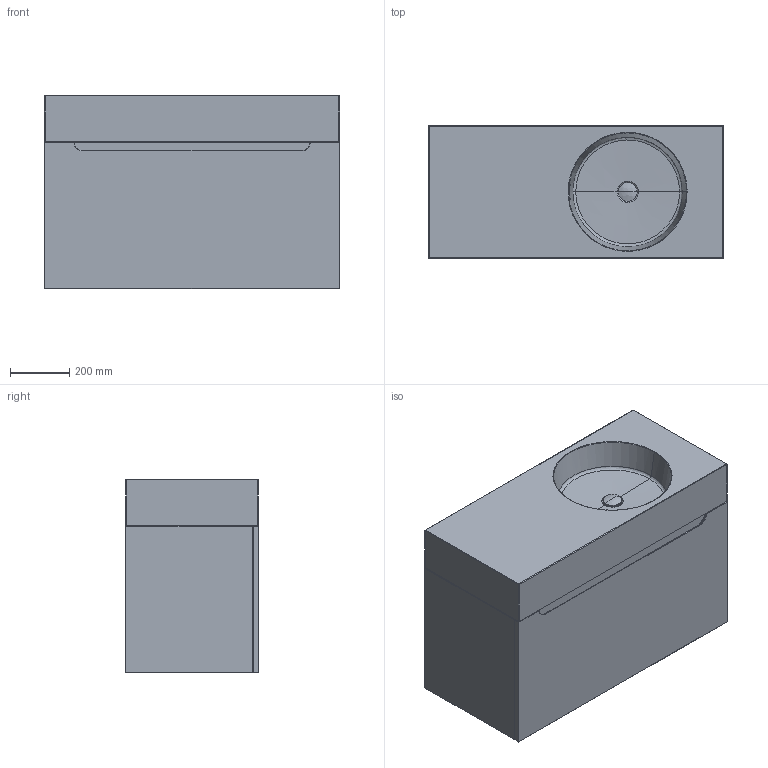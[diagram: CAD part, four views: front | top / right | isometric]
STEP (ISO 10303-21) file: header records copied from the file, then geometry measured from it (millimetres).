
FILE_DESCRIPTION(/* description */ (''),/* implementation_level */ '2;1');
FILE_NAME(/* name */ 'STEP - NEV2-1000KITALL_2356825_RHB',/* time_stamp */ '2025-01-28T10:13:29+11:00',/* author */ (''),/* organization */ (''),/* preprocessor_version */ 'ST-DEVELOPER v16.5',/* originating_system */ 'Rhino 7.37',/* authorisation */ '');
FILE_SCHEMA (('AUTOMOTIVE_DESIGN'));
Length unit declared in the file: millimetre
Products named in the file (17): Document; NEO_1000_CABINET_ASM18; NEO_1000_CARCASS5; NEO_1000_BOTTOM_DRAWER1; NEO_1000_TOP_DRAWER6; NEO_BRACKET3; NEO_1000_SPACER4; NEO_SGL_1000_OS_03_M14; DIVIDER_B2; WASTE_NO_OFLOW_ASM_ASM1617; OMVIVO_WASTE_NO_OFLOW7; 32-40_ADAPTER_LOCKNUT_STEEL89; Block 09; WASTE_TOP_WASHER1011; LOCKNUT_WASHER12; PLUG13; TRAP15
Assembly tree (19 placements, depth 5):
  Document
    NEO_1000_CABINET_ASM18
      NEO_1000_CARCASS5
      NEO_1000_BOTTOM_DRAWER1
      NEO_1000_TOP_DRAWER6
      NEO_BRACKET3  x4
      NEO_1000_SPACER4
      NEO_SGL_1000_OS_03_M14
      DIVIDER_B2
      WASTE_NO_OFLOW_ASM_ASM1617
        OMVIVO_WASTE_NO_OFLOW7
        32-40_ADAPTER_LOCKNUT_STEEL89
          Block 09
        WASTE_TOP_WASHER1011
        LOCKNUT_WASHER12
        PLUG13
      TRAP15
Bounding box: 1000 x 450 x 655 mm (x, y, z)
Volume: 47731863.4 mm3; surface area: 8732544.4 mm2
Topology: 31 solids, 32 shells, 1078 faces, 2611 edges, 1598 vertices
Faces by surface type: cylinder 450, bspline 322, plane 306
Entity records: 63899 total; most frequent: CARTESIAN_POINT 49181, ORIENTED_EDGE 4402, EDGE_CURVE 2209, B_SPLINE_CURVE_WITH_KNOTS 1337, VERTEX_POINT 1334, EDGE_LOOP 1013, ADVANCED_FACE 940, FACE_OUTER_BOUND 940
